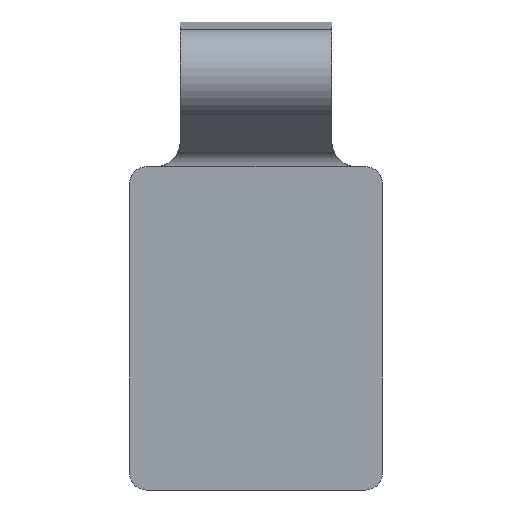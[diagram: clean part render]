
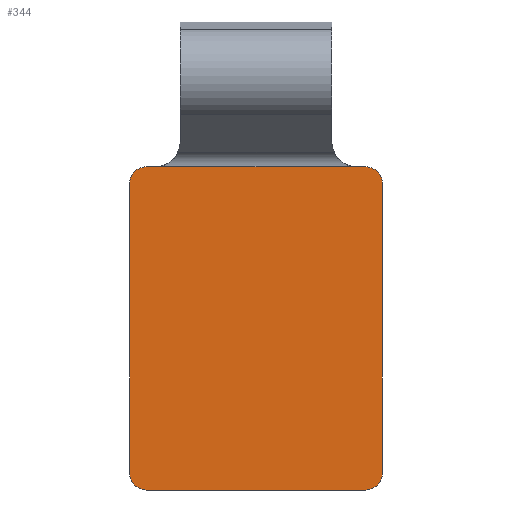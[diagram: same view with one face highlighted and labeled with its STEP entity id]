
A CAD part, front view. The second image highlights one B-rep face of the part: STEP entity #344.
In plain terms, the highlighted planar face has unit normal (0, -1, 0).
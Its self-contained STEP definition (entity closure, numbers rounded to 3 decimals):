
#10 = VERTEX_POINT ( 'NONE', #659 ) ;
#23 = CARTESIAN_POINT ( 'NONE',  ( 30., 0., -1.155 ) ) ;
#25 = LINE ( 'NONE', #269, #826 ) ;
#27 = DIRECTION ( 'NONE',  ( 0., 0., -1. ) ) ;
#30 = CIRCLE ( 'NONE', #199, 2. ) ;
#34 = CARTESIAN_POINT ( 'NONE',  ( 0., 0., -1.155 ) ) ;
#38 = EDGE_LOOP ( 'NONE', ( #330, #297, #416, #591, #525, #665, #805, #544, #227, #687 ) ) ;
#75 = VERTEX_POINT ( 'NONE', #538 ) ;
#101 = VECTOR ( 'NONE', #251, 1000. ) ;
#105 = AXIS2_PLACEMENT_3D ( 'NONE', #619, #185, #255 ) ;
#132 = CARTESIAN_POINT ( 'NONE',  ( 28., 0., -37.5 ) ) ;
#134 = DIRECTION ( 'NONE',  ( -1., 0., 0. ) ) ;
#136 = CARTESIAN_POINT ( 'NONE',  ( 30., 0., -39.5 ) ) ;
#142 = DIRECTION ( 'NONE',  ( 0., 0., 1. ) ) ;
#143 = LINE ( 'NONE', #23, #612 ) ;
#147 = DIRECTION ( 'NONE',  ( 0., -1., 0. ) ) ;
#159 = CARTESIAN_POINT ( 'NONE',  ( 28., 0., -3.155 ) ) ;
#169 = DIRECTION ( 'NONE',  ( -1., 0., 0. ) ) ;
#172 = CIRCLE ( 'NONE', #191, 2. ) ;
#182 = VERTEX_POINT ( 'NONE', #798 ) ;
#185 = DIRECTION ( 'NONE',  ( 0., 1., 0. ) ) ;
#191 = AXIS2_PLACEMENT_3D ( 'NONE', #132, #633, #461 ) ;
#199 = AXIS2_PLACEMENT_3D ( 'NONE', #307, #306, #299 ) ;
#204 = CARTESIAN_POINT ( 'NONE',  ( 30., 0., -3.155 ) ) ;
#216 = CARTESIAN_POINT ( 'NONE',  ( 30., 0., -1.155 ) ) ;
#226 = AXIS2_PLACEMENT_3D ( 'NONE', #159, #147, #142 ) ;
#227 = ORIENTED_EDGE ( 'NONE', *, *, #431, .T. ) ;
#228 = CARTESIAN_POINT ( 'NONE',  ( 30., 0., -1.155 ) ) ;
#233 = CARTESIAN_POINT ( 'NONE',  ( 28., 0., -39.5 ) ) ;
#242 = DIRECTION ( 'NONE',  ( -1., 0., 0. ) ) ;
#251 = DIRECTION ( 'NONE',  ( 0., 0., -1. ) ) ;
#255 = DIRECTION ( 'NONE',  ( 0., 0., 1. ) ) ;
#267 = DIRECTION ( 'NONE',  ( -1., 0., 0. ) ) ;
#269 = CARTESIAN_POINT ( 'NONE',  ( 30., 0., -1.155 ) ) ;
#272 = CARTESIAN_POINT ( 'NONE',  ( 2., 0., -39.5 ) ) ;
#297 = ORIENTED_EDGE ( 'NONE', *, *, #541, .T. ) ;
#299 = DIRECTION ( 'NONE',  ( 0., 0., 1. ) ) ;
#306 = DIRECTION ( 'NONE',  ( 0., 1., 0. ) ) ;
#307 = CARTESIAN_POINT ( 'NONE',  ( 2., 0., -3.155 ) ) ;
#324 = CARTESIAN_POINT ( 'NONE',  ( 0., 0., -37.5 ) ) ;
#330 = ORIENTED_EDGE ( 'NONE', *, *, #520, .F. ) ;
#344 = ADVANCED_FACE ( 'NONE', ( #384 ), #548, .F. ) ;
#346 = VERTEX_POINT ( 'NONE', #671 ) ;
#365 = VERTEX_POINT ( 'NONE', #272 ) ;
#375 = VERTEX_POINT ( 'NONE', #475 ) ;
#384 = FACE_OUTER_BOUND ( 'NONE', #38, .T. ) ;
#409 = VERTEX_POINT ( 'NONE', #233 ) ;
#410 = CIRCLE ( 'NONE', #226, 2. ) ;
#413 = AXIS2_PLACEMENT_3D ( 'NONE', #683, #689, #674 ) ;
#416 = ORIENTED_EDGE ( 'NONE', *, *, #788, .F. ) ;
#420 = LINE ( 'NONE', #136, #462 ) ;
#422 = VERTEX_POINT ( 'NONE', #204 ) ;
#431 = EDGE_CURVE ( 'NONE', #767, #75, #694, .T. ) ;
#434 = VECTOR ( 'NONE', #242, 1000. ) ;
#440 = EDGE_CURVE ( 'NONE', #422, #10, #410, .T. ) ;
#461 = DIRECTION ( 'NONE',  ( 0., 0., 1. ) ) ;
#462 = VECTOR ( 'NONE', #134, 1000. ) ;
#475 = CARTESIAN_POINT ( 'NONE',  ( 30., 0., -37.5 ) ) ;
#486 = CIRCLE ( 'NONE', #105, 2. ) ;
#520 = EDGE_CURVE ( 'NONE', #346, #182, #30, .T. ) ;
#525 = ORIENTED_EDGE ( 'NONE', *, *, #697, .T. ) ;
#533 = EDGE_CURVE ( 'NONE', #75, #182, #25, .T. ) ;
#538 = CARTESIAN_POINT ( 'NONE',  ( 3., 0., -1.155 ) ) ;
#541 = EDGE_CURVE ( 'NONE', #346, #777, #776, .T. ) ;
#544 = ORIENTED_EDGE ( 'NONE', *, *, #551, .T. ) ;
#548 = PLANE ( 'NONE',  #413 ) ;
#551 = EDGE_CURVE ( 'NONE', #10, #767, #656, .T. ) ;
#582 = EDGE_CURVE ( 'NONE', #409, #365, #420, .T. ) ;
#591 = ORIENTED_EDGE ( 'NONE', *, *, #582, .F. ) ;
#612 = VECTOR ( 'NONE', #27, 1000. ) ;
#619 = CARTESIAN_POINT ( 'NONE',  ( 2., 0., -37.5 ) ) ;
#633 = DIRECTION ( 'NONE',  ( 0., -1., 0. ) ) ;
#656 = LINE ( 'NONE', #228, #434 ) ;
#659 = CARTESIAN_POINT ( 'NONE',  ( 28., 0., -1.155 ) ) ;
#665 = ORIENTED_EDGE ( 'NONE', *, *, #693, .F. ) ;
#671 = CARTESIAN_POINT ( 'NONE',  ( 0., 0., -3.155 ) ) ;
#673 = VECTOR ( 'NONE', #169, 1000. ) ;
#674 = DIRECTION ( 'NONE',  ( 0., 0., 1. ) ) ;
#683 = CARTESIAN_POINT ( 'NONE',  ( 30., 0., -1.155 ) ) ;
#687 = ORIENTED_EDGE ( 'NONE', *, *, #533, .T. ) ;
#689 = DIRECTION ( 'NONE',  ( 0., 1., 0. ) ) ;
#693 = EDGE_CURVE ( 'NONE', #422, #375, #143, .T. ) ;
#694 = LINE ( 'NONE', #216, #673 ) ;
#697 = EDGE_CURVE ( 'NONE', #409, #375, #172, .T. ) ;
#763 = CARTESIAN_POINT ( 'NONE',  ( 27., 0., -1.155 ) ) ;
#767 = VERTEX_POINT ( 'NONE', #763 ) ;
#776 = LINE ( 'NONE', #34, #101 ) ;
#777 = VERTEX_POINT ( 'NONE', #324 ) ;
#788 = EDGE_CURVE ( 'NONE', #365, #777, #486, .T. ) ;
#798 = CARTESIAN_POINT ( 'NONE',  ( 2., 0., -1.155 ) ) ;
#805 = ORIENTED_EDGE ( 'NONE', *, *, #440, .T. ) ;
#826 = VECTOR ( 'NONE', #267, 1000. ) ;
